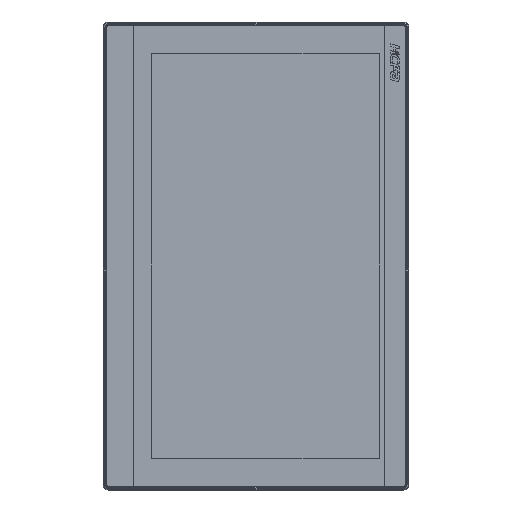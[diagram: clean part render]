
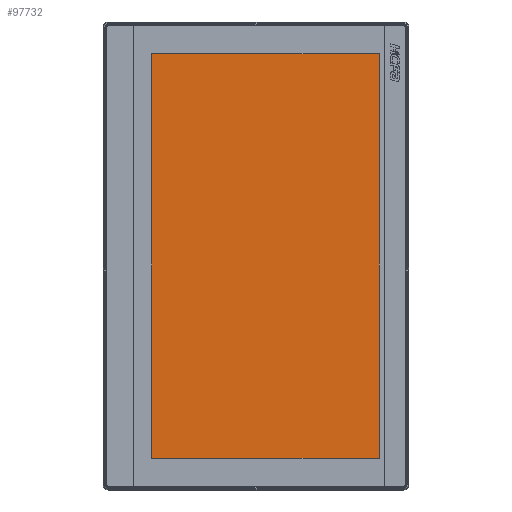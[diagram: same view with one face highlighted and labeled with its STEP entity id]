
A CAD part, top view. The second image highlights one B-rep face of the part: STEP entity #97732.
In plain terms, the highlighted planar face has unit normal (0, 0, 1).
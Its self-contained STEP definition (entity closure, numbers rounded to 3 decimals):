
#97602=CARTESIAN_POINT('',(-88.795,172.08,6.5));
#97603=VERTEX_POINT('',#97602);
#97604=CARTESIAN_POINT('',(104.795,172.08,6.5));
#97605=VERTEX_POINT('',#97604);
#97606=CARTESIAN_POINT('',(-88.795,172.08,6.5));
#97607=DIRECTION('',(1.,0.,0.));
#97608=VECTOR('',#97607,193.59);
#97609=LINE('',#97606,#97608);
#97610=EDGE_CURVE('',#97603,#97605,#97609,.T.);
#97642=CARTESIAN_POINT('',(104.795,-172.08,6.5));
#97643=VERTEX_POINT('',#97642);
#97644=CARTESIAN_POINT('',(104.795,172.08,6.5));
#97645=DIRECTION('',(0.,-1.,0.));
#97646=VECTOR('',#97645,344.16);
#97647=LINE('',#97644,#97646);
#97648=EDGE_CURVE('',#97605,#97643,#97647,.T.);
#97673=CARTESIAN_POINT('',(-88.795,-172.08,6.5));
#97674=VERTEX_POINT('',#97673);
#97675=CARTESIAN_POINT('',(104.795,-172.08,6.5));
#97676=DIRECTION('',(-1.,0.,0.));
#97677=VECTOR('',#97676,193.59);
#97678=LINE('',#97675,#97677);
#97679=EDGE_CURVE('',#97643,#97674,#97678,.T.);
#97704=CARTESIAN_POINT('',(-88.795,-172.08,6.5));
#97705=DIRECTION('',(0.,1.,0.));
#97706=VECTOR('',#97705,344.16);
#97707=LINE('',#97704,#97706);
#97708=EDGE_CURVE('',#97674,#97603,#97707,.T.);
#97721=CARTESIAN_POINT('',(0.,0.,6.5));
#97722=DIRECTION('',(-1.,0.,0.));
#97723=DIRECTION('',(0.,0.,1.));
#97724=AXIS2_PLACEMENT_3D('',#97721,#97723,#97722);
#97725=PLANE('',#97724);
#97726=ORIENTED_EDGE('',*,*,#97610,.F.);
#97727=ORIENTED_EDGE('',*,*,#97708,.F.);
#97728=ORIENTED_EDGE('',*,*,#97679,.F.);
#97729=ORIENTED_EDGE('',*,*,#97648,.F.);
#97730=EDGE_LOOP('',(#97726,#97727,#97728,#97729));
#97731=FACE_OUTER_BOUND('',#97730,.T.);
#97732=ADVANCED_FACE('',(#97731),#97725,.T.);
